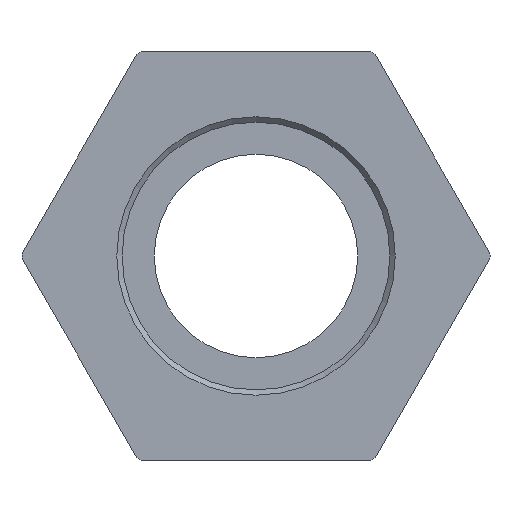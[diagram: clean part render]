
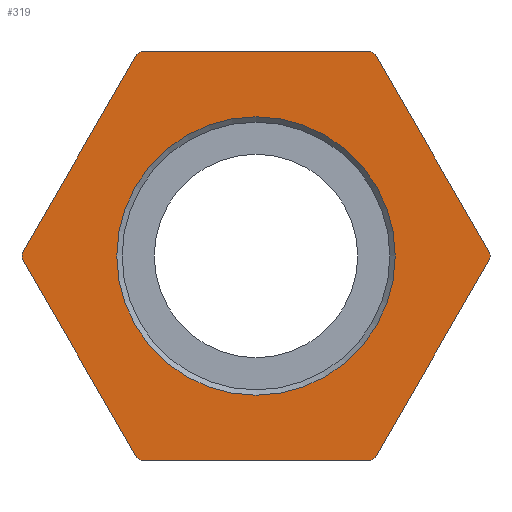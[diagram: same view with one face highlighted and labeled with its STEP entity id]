
A CAD part, front view. The second image highlights one B-rep face of the part: STEP entity #319.
In plain terms, the highlighted planar face has unit normal (0, -1, 0).
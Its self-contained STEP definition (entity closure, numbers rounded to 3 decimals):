
#217 = EDGE_CURVE ( 'NONE', #2446, #2446, #2246, .T. ) ;
#219 = EDGE_CURVE ( 'NONE', #2167, #2173, #2390, .T. ) ;
#220 = EDGE_CURVE ( 'NONE', #2158, #2167, #2243, .T. ) ;
#223 = EDGE_CURVE ( 'NONE', #2160, #2158, #2422, .T. ) ;
#228 = EDGE_CURVE ( 'NONE', #2154, #2160, #2240, .T. ) ;
#232 = EDGE_CURVE ( 'NONE', #2164, #2154, #2416, .T. ) ;
#235 = EDGE_CURVE ( 'NONE', #2157, #2164, #2259, .T. ) ;
#238 = EDGE_CURVE ( 'NONE', #2169, #2157, #2407, .T. ) ;
#242 = EDGE_CURVE ( 'NONE', #2162, #2169, #2348, .T. ) ;
#246 = EDGE_CURVE ( 'NONE', #2171, #2162, #2402, .T. ) ;
#251 = EDGE_CURVE ( 'NONE', #2148, #2171, #2327, .T. ) ;
#258 = EDGE_CURVE ( 'NONE', #2173, #2168, #2322, .T. ) ;
#274 = EDGE_CURVE ( 'NONE', #2168, #2148, #2381, .T. ) ;
#319 = ADVANCED_FACE ( 'NONE', ( #2355, #2367 ), #1548, .F. ) ;
#1212 = CARTESIAN_POINT ( 'NONE',  ( -5.351, 0., -9.525 ) ) ;
#1214 = CARTESIAN_POINT ( 'NONE',  ( -10.924, 0., -0.129 ) ) ;
#1217 = DIRECTION ( 'NONE',  ( -1., 0., 0. ) ) ;
#1221 = CARTESIAN_POINT ( 'NONE',  ( -5.351, 0., -9.525 ) ) ;
#1222 = DIRECTION ( 'NONE',  ( 0., 0., 1. ) ) ;
#1265 = CARTESIAN_POINT ( 'NONE',  ( -5.574, 0., 9.396 ) ) ;
#1269 = CARTESIAN_POINT ( 'NONE',  ( 10.924, 0., 0.129 ) ) ;
#1278 = CARTESIAN_POINT ( 'NONE',  ( 5.351, 0., 9.525 ) ) ;
#1308 = CARTESIAN_POINT ( 'NONE',  ( 5.574, 0., 9.396 ) ) ;
#1322 = CARTESIAN_POINT ( 'NONE',  ( 10.924, 0., -0.129 ) ) ;
#1323 = CARTESIAN_POINT ( 'NONE',  ( 0., 0., 0. ) ) ;
#1350 = DIRECTION ( 'NONE',  ( -0.5, 0., -0.866 ) ) ;
#1385 = CARTESIAN_POINT ( 'NONE',  ( 0., 0., 0. ) ) ;
#1405 = CARTESIAN_POINT ( 'NONE',  ( -5.574, 0., 9.396 ) ) ;
#1437 = CARTESIAN_POINT ( 'NONE',  ( -5.351, 0., 9.525 ) ) ;
#1440 = CARTESIAN_POINT ( 'NONE',  ( -10.924, 0., -0.129 ) ) ;
#1451 = CARTESIAN_POINT ( 'NONE',  ( 10.924, 0., -0.129 ) ) ;
#1541 = DIRECTION ( 'NONE',  ( 0., 0., 1. ) ) ;
#1542 = DIRECTION ( 'NONE',  ( 0., 1., 0. ) ) ;
#1543 = CARTESIAN_POINT ( 'NONE',  ( 0., 0., 0. ) ) ;
#1548 = PLANE ( 'NONE',  #2279 ) ;
#1552 = CARTESIAN_POINT ( 'NONE',  ( 0., 0., 0. ) ) ;
#1558 = DIRECTION ( 'NONE',  ( 0., 1., 0. ) ) ;
#1559 = CARTESIAN_POINT ( 'NONE',  ( 0., 0., 0. ) ) ;
#1565 = DIRECTION ( 'NONE',  ( 0.5, 0., -0.866 ) ) ;
#1568 = CARTESIAN_POINT ( 'NONE',  ( 5.574, 0., 9.396 ) ) ;
#1570 = DIRECTION ( 'NONE',  ( 0., 0., 1. ) ) ;
#1576 = DIRECTION ( 'NONE',  ( 0., 0., 1. ) ) ;
#1580 = DIRECTION ( 'NONE',  ( 0., 1., 0. ) ) ;
#1583 = CARTESIAN_POINT ( 'NONE',  ( 0., 0., 0. ) ) ;
#1587 = DIRECTION ( 'NONE',  ( 0., 1., 0. ) ) ;
#1591 = DIRECTION ( 'NONE',  ( 0.5, 0., 0.866 ) ) ;
#1594 = DIRECTION ( 'NONE',  ( 0., 0., 1. ) ) ;
#1598 = DIRECTION ( 'NONE',  ( 0., 1., 0. ) ) ;
#1605 = DIRECTION ( 'NONE',  ( 1., 0., 0. ) ) ;
#1609 = CARTESIAN_POINT ( 'NONE',  ( -5.351, 0., 9.525 ) ) ;
#1610 = CARTESIAN_POINT ( 'NONE',  ( 0., 0., 6.5 ) ) ;
#1644 = CARTESIAN_POINT ( 'NONE',  ( 5.574, 0., -9.396 ) ) ;
#1646 = CARTESIAN_POINT ( 'NONE',  ( -5.574, 0., -9.396 ) ) ;
#1681 = CARTESIAN_POINT ( 'NONE',  ( -10.924, 0., 0.129 ) ) ;
#1698 = DIRECTION ( 'NONE',  ( 0., 0., 1. ) ) ;
#1699 = CARTESIAN_POINT ( 'NONE',  ( 0., 0., 0. ) ) ;
#1700 = DIRECTION ( 'NONE',  ( 0., 1., 0. ) ) ;
#1709 = CARTESIAN_POINT ( 'NONE',  ( 5.351, 0., -9.525 ) ) ;
#1713 = DIRECTION ( 'NONE',  ( 0., 0., 1. ) ) ;
#1715 = DIRECTION ( 'NONE',  ( 0., 1., 0. ) ) ;
#1764 = DIRECTION ( 'NONE',  ( 0., 1., 0. ) ) ;
#1772 = DIRECTION ( 'NONE',  ( 0., 0., 1. ) ) ;
#1884 = DIRECTION ( 'NONE',  ( -0.5, 0., 0.866 ) ) ;
#1902 = CARTESIAN_POINT ( 'NONE',  ( 0., 0., 0. ) ) ;
#1997 = ORIENTED_EDGE ( 'NONE', *, *, #274, .F. ) ;
#1998 = ORIENTED_EDGE ( 'NONE', *, *, #251, .F. ) ;
#1999 = ORIENTED_EDGE ( 'NONE', *, *, #246, .F. ) ;
#2000 = ORIENTED_EDGE ( 'NONE', *, *, #242, .F. ) ;
#2001 = ORIENTED_EDGE ( 'NONE', *, *, #238, .F. ) ;
#2002 = ORIENTED_EDGE ( 'NONE', *, *, #235, .F. ) ;
#2003 = ORIENTED_EDGE ( 'NONE', *, *, #232, .F. ) ;
#2004 = ORIENTED_EDGE ( 'NONE', *, *, #228, .F. ) ;
#2005 = ORIENTED_EDGE ( 'NONE', *, *, #220, .F. ) ;
#2006 = ORIENTED_EDGE ( 'NONE', *, *, #258, .F. ) ;
#2007 = ORIENTED_EDGE ( 'NONE', *, *, #219, .F. ) ;
#2008 = ORIENTED_EDGE ( 'NONE', *, *, #217, .T. ) ;
#2009 = ORIENTED_EDGE ( 'NONE', *, *, #223, .F. ) ;
#2105 = EDGE_LOOP ( 'NONE', ( #2008 ) ) ;
#2108 = EDGE_LOOP ( 'NONE', ( #2006, #2007, #2005, #2009, #2004, #2003, #2002, #2001, #2000, #1999, #1998, #1997 ) ) ;
#2148 = VERTEX_POINT ( 'NONE', #1221 ) ;
#2154 = VERTEX_POINT ( 'NONE', #1278 ) ;
#2157 = VERTEX_POINT ( 'NONE', #1265 ) ;
#2158 = VERTEX_POINT ( 'NONE', #1269 ) ;
#2160 = VERTEX_POINT ( 'NONE', #1308 ) ;
#2162 = VERTEX_POINT ( 'NONE', #1440 ) ;
#2164 = VERTEX_POINT ( 'NONE', #1437 ) ;
#2167 = VERTEX_POINT ( 'NONE', #1451 ) ;
#2168 = VERTEX_POINT ( 'NONE', #1709 ) ;
#2169 = VERTEX_POINT ( 'NONE', #1681 ) ;
#2171 = VERTEX_POINT ( 'NONE', #1646 ) ;
#2173 = VERTEX_POINT ( 'NONE', #1644 ) ;
#2239 = VECTOR ( 'NONE', #1565, 1000. ) ;
#2240 = CIRCLE ( 'NONE', #2257, 10.925 ) ;
#2242 = AXIS2_PLACEMENT_3D ( 'NONE', #1552, #1580, #1576 ) ;
#2243 = CIRCLE ( 'NONE', #2242, 10.925 ) ;
#2244 = VECTOR ( 'NONE', #1350, 1000. ) ;
#2245 = AXIS2_PLACEMENT_3D ( 'NONE', #1385, #1598, #1594 ) ;
#2246 = CIRCLE ( 'NONE', #2245, 6.5 ) ;
#2257 = AXIS2_PLACEMENT_3D ( 'NONE', #1323, #1715, #1713 ) ;
#2259 = CIRCLE ( 'NONE', #2260, 10.925 ) ;
#2260 = AXIS2_PLACEMENT_3D ( 'NONE', #1559, #1558, #1222 ) ;
#2262 = VECTOR ( 'NONE', #1605, 1000. ) ;
#2264 = VECTOR ( 'NONE', #1591, 1000. ) ;
#2279 = AXIS2_PLACEMENT_3D ( 'NONE', #1543, #1542, #1541 ) ;
#2311 = VECTOR ( 'NONE', #1217, 1000. ) ;
#2320 = AXIS2_PLACEMENT_3D ( 'NONE', #1902, #1764, #1772 ) ;
#2322 = CIRCLE ( 'NONE', #2320, 10.925 ) ;
#2324 = AXIS2_PLACEMENT_3D ( 'NONE', #1699, #1700, #1698 ) ;
#2326 = VECTOR ( 'NONE', #1884, 1000. ) ;
#2327 = CIRCLE ( 'NONE', #2324, 10.925 ) ;
#2329 = AXIS2_PLACEMENT_3D ( 'NONE', #1583, #1587, #1570 ) ;
#2348 = CIRCLE ( 'NONE', #2329, 10.925 ) ;
#2355 = FACE_BOUND ( 'NONE', #2105, .T. ) ;
#2367 = FACE_OUTER_BOUND ( 'NONE', #2108, .T. ) ;
#2381 = LINE ( 'NONE', #1212, #2311 ) ;
#2390 = LINE ( 'NONE', #1322, #2244 ) ;
#2402 = LINE ( 'NONE', #1214, #2326 ) ;
#2407 = LINE ( 'NONE', #1405, #2264 ) ;
#2416 = LINE ( 'NONE', #1609, #2262 ) ;
#2422 = LINE ( 'NONE', #1568, #2239 ) ;
#2446 = VERTEX_POINT ( 'NONE', #1610 ) ;
